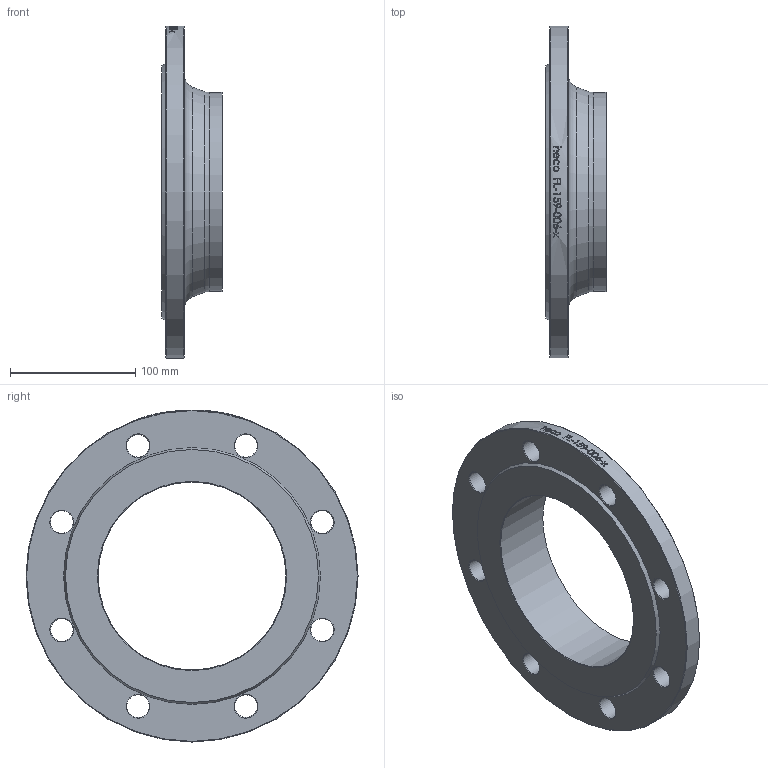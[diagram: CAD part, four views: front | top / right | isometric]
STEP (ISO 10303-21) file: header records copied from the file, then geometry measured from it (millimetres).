
FILE_DESCRIPTION (( 'STEP AP214' ), '1' );
FILE_NAME ('FL-159-006-x Vorschweissflansch PN6 Din DIN2631 2008.STEP', '2020-08-26T15:00:12', ( '' ), ( '' ), 'SwSTEP 2.0', 'SolidWorks 2019', '' );
FILE_SCHEMA (( 'AUTOMOTIVE_DESIGN' ));
Length unit declared in the file: millimetre
Products named in the file (1): FL-159-006-x Vorschweissflansch PN6 Din DIN2631 2008
Bounding box: 48 x 265 x 265 mm (x, y, z)
Volume: 675590.7 mm3; surface area: 124681.4 mm2
Topology: 1 solids, 1 shells, 60 faces, 240 edges, 206 vertices
Faces by surface type: cylinder 33, cone 21, plane 4, torus 2
Full cylindrical faces by diameter (mm): 18 x8, 150 x1, 159 x1, 265 x1
Entity records: 5553 total; most frequent: CARTESIAN_POINT 3515, ORIENTED_EDGE 392, DIRECTION 294, VERTEX_POINT 196, EDGE_CURVE 196, AXIS2_PLACEMENT_3D 136, EDGE_LOOP 136, B_SPLINE_CURVE_WITH_KNOTS 99
